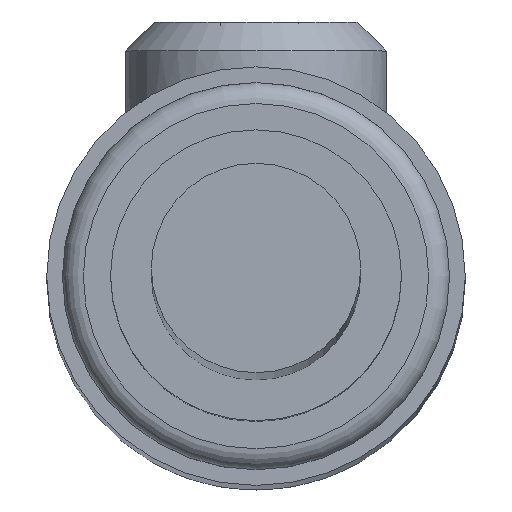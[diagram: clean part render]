
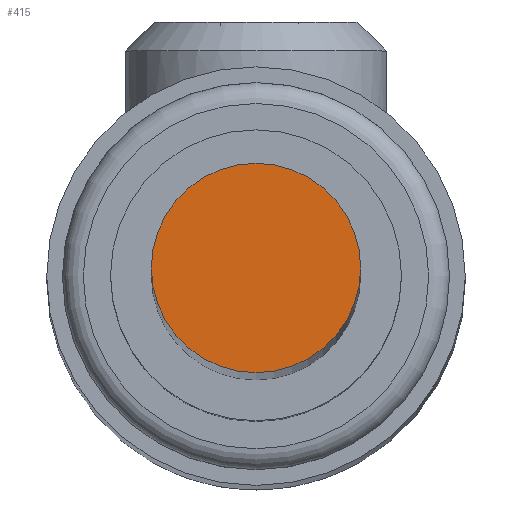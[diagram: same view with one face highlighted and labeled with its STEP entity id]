
A CAD part, top view. The second image highlights one B-rep face of the part: STEP entity #415.
In plain terms, the highlighted planar face has unit normal (0, 0, 1).
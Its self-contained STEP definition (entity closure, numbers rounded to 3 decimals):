
#68=PLANE('',#469);
#121=FACE_OUTER_BOUND('',#163,.T.);
#163=EDGE_LOOP('',(#341));
#195=CIRCLE('',#467,1.);
#224=VERTEX_POINT('',#728);
#266=EDGE_CURVE('',#224,#224,#195,.T.);
#341=ORIENTED_EDGE('',*,*,#266,.T.);
#415=ADVANCED_FACE('',(#121),#68,.T.);
#467=AXIS2_PLACEMENT_3D('',#729,#582,#583);
#469=AXIS2_PLACEMENT_3D('',#731,#586,#587);
#582=DIRECTION('center_axis',(0.,0.,
1.));
#583=DIRECTION('ref_axis',(0.,1.,0.));
#586=DIRECTION('center_axis',(0.,0.,
1.));
#587=DIRECTION('ref_axis',(0.,-1.,0.));
#728=CARTESIAN_POINT('',(0.,-1.,69.65));
#729=CARTESIAN_POINT('Origin',(0.,0.,
69.65));
#731=CARTESIAN_POINT('Origin',(0.,0.,
69.65));
